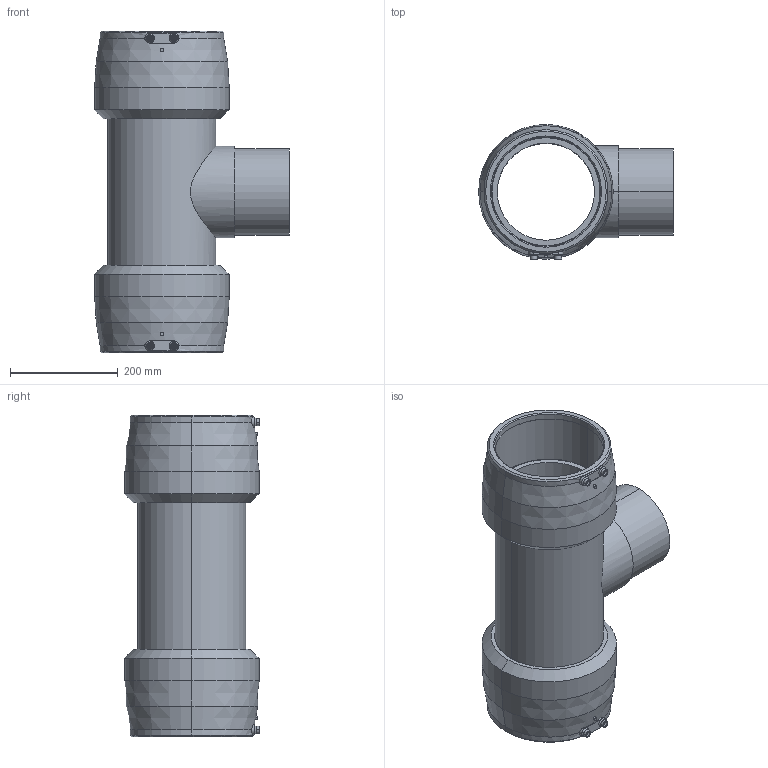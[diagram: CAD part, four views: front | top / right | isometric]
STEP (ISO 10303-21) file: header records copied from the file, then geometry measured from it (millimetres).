
FILE_DESCRIPTION(('STEP AP214'),'1');
FILE_NAME('cctmp_BA2386A1-9DA8-43EE-91C9-824A3DBDFC1A_2020_6_8_12_2_20_435..stp','2020-06-08T10:02:20',('Georg Fischer Piping Systems Ltd.'),('CADClick - www.CADClick.com'),'Spatial InterOp 3D',' ','unknown authorization');
FILE_SCHEMA(('AUTOMOTIVE_DESIGN'));
Length unit declared in the file: millimetre
Products named in the file (1): 753211063
Bounding box: 360.6 x 249.5 x 596 mm (x, y, z)
Volume: 7602115.8 mm3; surface area: 941437 mm2
Topology: 1 solids, 1 shells, 136 faces, 290 edges, 176 vertices
Faces by surface type: cylinder 62, cone 44, plane 30
Entity records: 5318 total; most frequent: CARTESIAN_POINT 1169, DIRECTION 698, ORIENTED_EDGE 580, AXIS2_PLACEMENT_3D 291, EDGE_CURVE 290, VERTEX_POINT 176, EDGE_LOOP 160, CIRCLE 154
